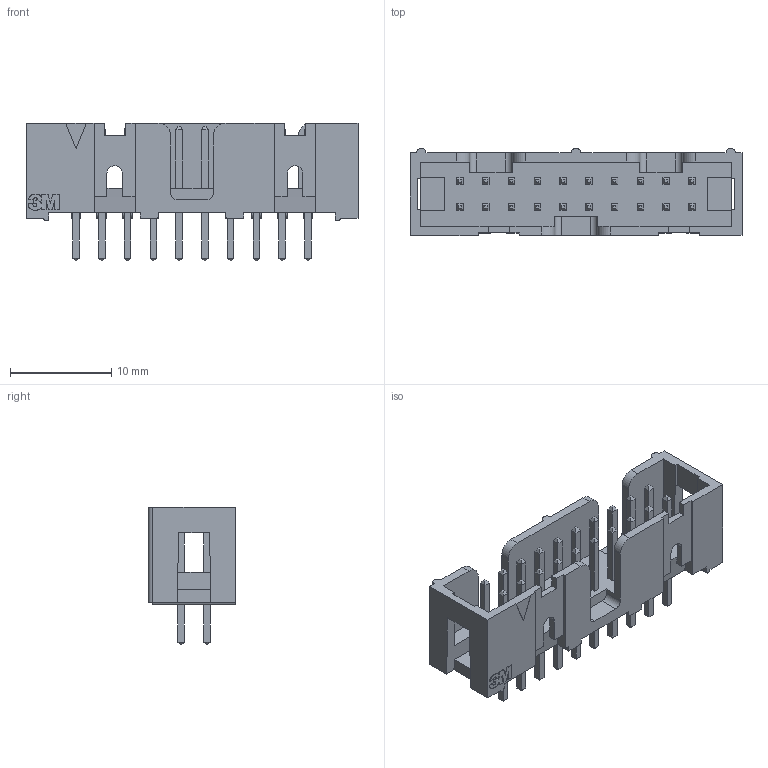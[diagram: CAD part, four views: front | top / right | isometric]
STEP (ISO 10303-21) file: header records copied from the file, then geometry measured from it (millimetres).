
FILE_DESCRIPTION((''),'2;1');
FILE_NAME('3M_N2520-6003RB.stp','2012-08-10T10:02:45',(''),(''),'Mechanical Desktop 2011','Mechanical Desktop 2011',', , ');
FILE_SCHEMA(('AUTOMOTIVE_DESIGN { 1 2 10303 214 1 1 1 1 }'));
Length unit declared in the file: millimetre
Products named in the file (1): Product
Bounding box: 32.72 x 8.64 x 13.59 mm (x, y, z)
Volume: 1005.6 mm3; surface area: 2233.8 mm2
Topology: 41 solids, 41 shells, 594 faces, 1395 edges, 887 vertices
Faces by surface type: plane 557, cylinder 33, bspline 4
Entity records: 16816 total; most frequent: CARTESIAN_POINT 3145, ORIENTED_EDGE 2790, DIRECTION 2643, EDGE_CURVE 1395, VECTOR 1313, LINE 1313, VERTEX_POINT 887, AXIS2_PLACEMENT_3D 665
